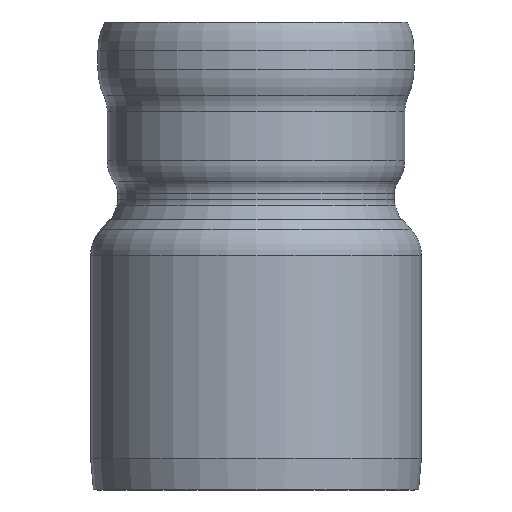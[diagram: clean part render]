
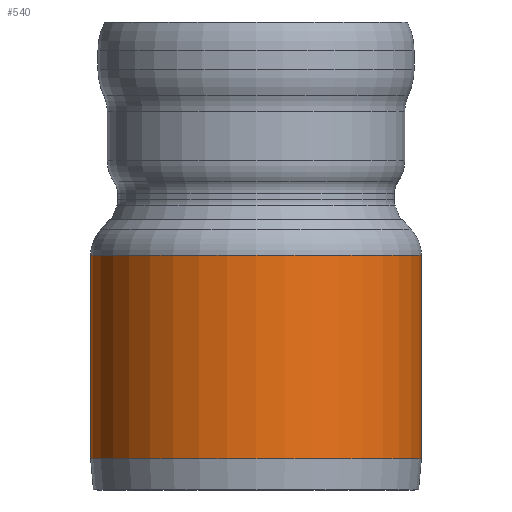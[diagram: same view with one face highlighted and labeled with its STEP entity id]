
A CAD part, front view. The second image highlights one B-rep face of the part: STEP entity #540.
In plain terms, the highlighted cylindrical face has radius 795 mm (diameter 1590 mm), a full revolution.
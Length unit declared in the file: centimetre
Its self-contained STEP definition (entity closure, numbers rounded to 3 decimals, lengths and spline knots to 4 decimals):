
#31=CYLINDRICAL_SURFACE('',#628,79.5);
#71=FACE_OUTER_BOUND('',#106,.T.);
#106=EDGE_LOOP('',(#468,#469,#470,#471,#472));
#127=LINE('',#997,#142);
#142=VECTOR('',#819,79.5);
#197=CIRCLE('',#626,79.5);
#199=CIRCLE('',#629,79.5);
#200=CIRCLE('',#630,79.5);
#251=VERTEX_POINT('',#988);
#253=VERTEX_POINT('',#994);
#254=VERTEX_POINT('',#995);
#324=EDGE_CURVE('',#251,#251,#197,.T.);
#327=EDGE_CURVE('',#253,#254,#199,.T.);
#328=EDGE_CURVE('',#253,#251,#127,.T.);
#329=EDGE_CURVE('',#254,#253,#200,.T.);
#468=ORIENTED_EDGE('',*,*,#327,.F.);
#469=ORIENTED_EDGE('',*,*,#328,.T.);
#470=ORIENTED_EDGE('',*,*,#324,.T.);
#471=ORIENTED_EDGE('',*,*,#328,.F.);
#472=ORIENTED_EDGE('',*,*,#329,.F.);
#540=ADVANCED_FACE('',(#71),#31,.T.);
#626=AXIS2_PLACEMENT_3D('',#989,#810,#811);
#628=AXIS2_PLACEMENT_3D('',#993,#815,#816);
#629=AXIS2_PLACEMENT_3D('',#996,#817,#818);
#630=AXIS2_PLACEMENT_3D('',#998,#820,#821);
#810=DIRECTION('center_axis',(0.,0.,1.));
#811=DIRECTION('ref_axis',(1.,0.,0.));
#815=DIRECTION('center_axis',(0.,0.,1.));
#816=DIRECTION('ref_axis',(1.,0.,0.));
#817=DIRECTION('center_axis',(0.,0.,1.));
#818=DIRECTION('ref_axis',(1.,0.,0.));
#819=DIRECTION('',(0.,0.,-1.));
#820=DIRECTION('center_axis',(0.,0.,1.));
#821=DIRECTION('ref_axis',(1.,0.,0.));
#988=CARTESIAN_POINT('',(-79.5,0.,15.));
#989=CARTESIAN_POINT('Origin',(0.,0.,
15.));
#993=CARTESIAN_POINT('Origin',(0.,0.,
63.9065));
#994=CARTESIAN_POINT('',(-79.5,0.,112.813));
#995=CARTESIAN_POINT('',(0.,79.5,112.813));
#996=CARTESIAN_POINT('Origin',(0.,0.,
112.813));
#997=CARTESIAN_POINT('',(-79.5,0.,63.9065));
#998=CARTESIAN_POINT('Origin',(0.,0.,
112.813));
